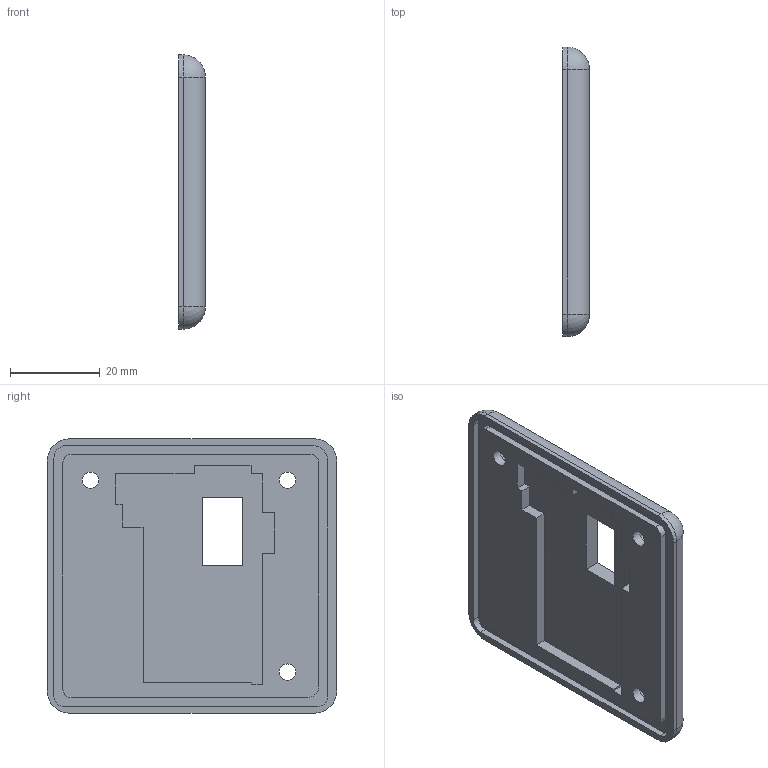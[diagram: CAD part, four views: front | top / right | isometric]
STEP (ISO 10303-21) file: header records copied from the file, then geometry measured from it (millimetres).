
FILE_DESCRIPTION(/* description */ (''),/* implementation_level */ '2;1');
FILE_NAME(/* name */ 'boardv8_.step',/* time_stamp */ '2023-02-01T17:07:23-06:00',/* author */ (''),/* organization */ (''),/* preprocessor_version */ 'ST-DEVELOPER v19.2',/* originating_system */ 'Autodesk Translation Framework v11.17.0.187',/* authorisation */ '');
FILE_SCHEMA (('AUTOMOTIVE_DESIGN { 1 0 10303 214 3 1 1 }'));
Length unit declared in the file: millimetre
Products named in the file (1): boardv8_
Bounding box: 6 x 64.58 x 61.22 mm (x, y, z)
Volume: 17272.2 mm3; surface area: 10067.2 mm2
Topology: 1 solids, 1 shells, 68 faces, 168 edges, 108 vertices
Faces by surface type: plane 42, cylinder 22, sphere 4
Full cylindrical faces by diameter (mm): 3.648 x3, 7.64 x3
Entity records: 2049 total; most frequent: DIRECTION 350, CARTESIAN_POINT 345, ORIENTED_EDGE 336, EDGE_CURVE 168, LINE 124, VECTOR 124, AXIS2_PLACEMENT_3D 113, VERTEX_POINT 108
